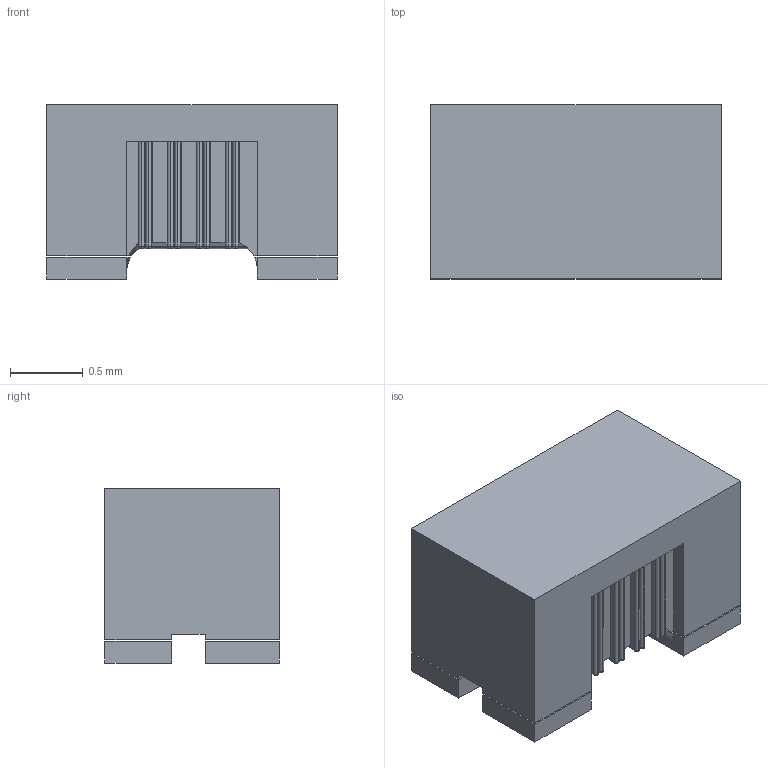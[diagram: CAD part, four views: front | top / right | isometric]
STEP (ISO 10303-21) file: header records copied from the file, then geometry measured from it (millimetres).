
FILE_DESCRIPTION(('FreeCAD Model'),'2;1');
FILE_NAME('SRF2012A.step','2017-12-18T11:13:56',( 'kicad StepUp'),('ksu MCAD'),'Open CASCADE STEP processor 7.1', 'FreeCAD','Unknown');
FILE_SCHEMA(('AUTOMOTIVE_DESIGN { 1 0 10303 214 1 1 1 1 }'));
Length unit declared in the file: millimetre
Products named in the file (1): SRF2012A
Bounding box: 2 x 1.2 x 1.2 mm (x, y, z)
Volume: 2.5 mm3; surface area: 17 mm2
Topology: 5 solids, 5 shells, 215 faces, 1557 edges, 4466 vertices
Faces by surface type: plane 113, cylinder 64, sphere 32, bspline 6
Entity records: 22132 total; most frequent: CARTESIAN_POINT 7097, DIRECTION 2265, LINE 1077, VECTOR 1077, GEOMETRIC_CURVE_SET 1039, ORIENTED_EDGE 1038, TRIMMED_CURVE 1038, AXIS2_PLACEMENT_3D 594
